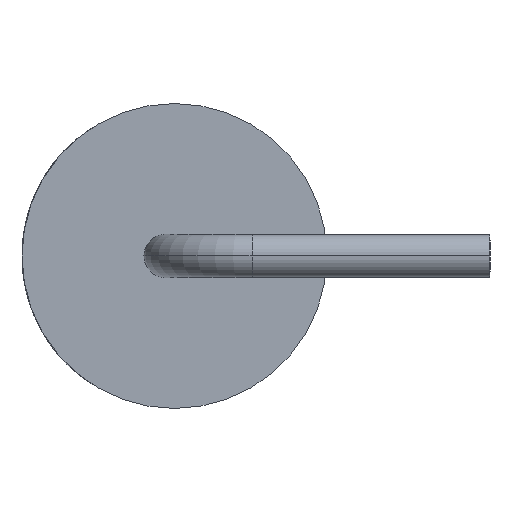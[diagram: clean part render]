
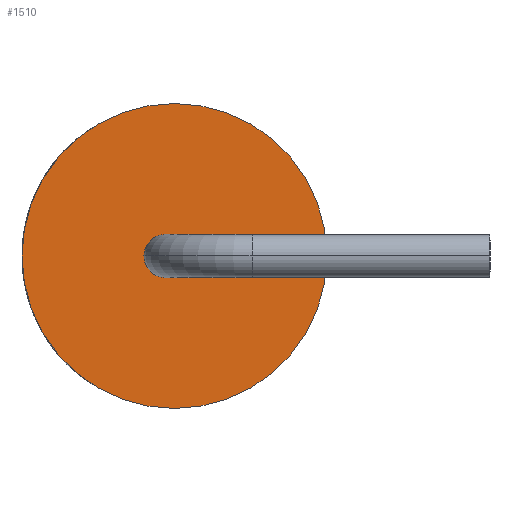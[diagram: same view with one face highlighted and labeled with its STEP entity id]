
A CAD part, left-side view. The second image highlights one B-rep face of the part: STEP entity #1510.
In plain terms, the highlighted planar face has unit normal (-1, 0, 0).
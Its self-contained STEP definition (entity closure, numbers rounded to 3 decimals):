
#62 = CIRCLE ( 'NONE', #1987, 0.61 ) ;
#766 = ORIENTED_EDGE ( 'NONE', *, *, #4345, .F. ) ;
#885 = VERTEX_POINT ( 'NONE', #4160 ) ;
#900 = PLANE ( 'NONE',  #2229 ) ;
#922 = AXIS2_PLACEMENT_3D ( 'NONE', #1792, #3438, #1465 ) ;
#1465 = DIRECTION ( 'NONE',  ( 0., 0., -1. ) ) ;
#1510 = ADVANCED_FACE ( 'NONE', ( #4564, #5273 ), #900, .F. ) ;
#1526 = CARTESIAN_POINT ( 'NONE',  ( 5.86, 6.3, 0. ) ) ;
#1620 = EDGE_CURVE ( 'NONE', #885, #2232, #3150, .T. ) ;
#1684 = DIRECTION ( 'NONE',  ( 0., 0., -1. ) ) ;
#1711 = DIRECTION ( 'NONE',  ( 0., 0., -1. ) ) ;
#1792 = CARTESIAN_POINT ( 'NONE',  ( 5.86, 6.55, 0. ) ) ;
#1907 = CARTESIAN_POINT ( 'NONE',  ( 5.86, 6.3, -4.3 ) ) ;
#1987 = AXIS2_PLACEMENT_3D ( 'NONE', #2584, #2205, #2183 ) ;
#2020 = EDGE_LOOP ( 'NONE', ( #3199, #4931 ) ) ;
#2067 = VERTEX_POINT ( 'NONE', #4096 ) ;
#2078 = CARTESIAN_POINT ( 'NONE',  ( 5.86, 6.3, 0. ) ) ;
#2183 = DIRECTION ( 'NONE',  ( 0., 0., -1. ) ) ;
#2205 = DIRECTION ( 'NONE',  ( -1., 0., 0. ) ) ;
#2229 = AXIS2_PLACEMENT_3D ( 'NONE', #2078, #2568, #1684 ) ;
#2232 = VERTEX_POINT ( 'NONE', #4365 ) ;
#2507 = AXIS2_PLACEMENT_3D ( 'NONE', #3351, #4251, #1711 ) ;
#2568 = DIRECTION ( 'NONE',  ( 1., 0., 0. ) ) ;
#2584 = CARTESIAN_POINT ( 'NONE',  ( 5.86, 6.55, 0. ) ) ;
#2755 = EDGE_LOOP ( 'NONE', ( #5218, #766 ) ) ;
#3150 = CIRCLE ( 'NONE', #922, 0.61 ) ;
#3199 = ORIENTED_EDGE ( 'NONE', *, *, #1620, .F. ) ;
#3271 = DIRECTION ( 'NONE',  ( 0., 0., -1. ) ) ;
#3351 = CARTESIAN_POINT ( 'NONE',  ( 5.86, 6.3, 0. ) ) ;
#3438 = DIRECTION ( 'NONE',  ( -1., 0., 0. ) ) ;
#3484 = VERTEX_POINT ( 'NONE', #1907 ) ;
#3502 = EDGE_CURVE ( 'NONE', #2067, #3484, #4595, .T. ) ;
#3848 = AXIS2_PLACEMENT_3D ( 'NONE', #1526, #4692, #3271 ) ;
#4096 = CARTESIAN_POINT ( 'NONE',  ( 5.86, 6.3, 4.3 ) ) ;
#4160 = CARTESIAN_POINT ( 'NONE',  ( 5.86, 5.94, 0. ) ) ;
#4251 = DIRECTION ( 'NONE',  ( 1., 0., 0. ) ) ;
#4345 = EDGE_CURVE ( 'NONE', #3484, #2067, #4819, .T. ) ;
#4365 = CARTESIAN_POINT ( 'NONE',  ( 5.86, 7.16, 0. ) ) ;
#4556 = EDGE_CURVE ( 'NONE', #2232, #885, #62, .T. ) ;
#4564 = FACE_BOUND ( 'NONE', #2020, .T. ) ;
#4595 = CIRCLE ( 'NONE', #3848, 4.3 ) ;
#4692 = DIRECTION ( 'NONE',  ( 1., 0., 0. ) ) ;
#4819 = CIRCLE ( 'NONE', #2507, 4.3 ) ;
#4931 = ORIENTED_EDGE ( 'NONE', *, *, #4556, .F. ) ;
#5218 = ORIENTED_EDGE ( 'NONE', *, *, #3502, .F. ) ;
#5273 = FACE_OUTER_BOUND ( 'NONE', #2755, .T. ) ;
